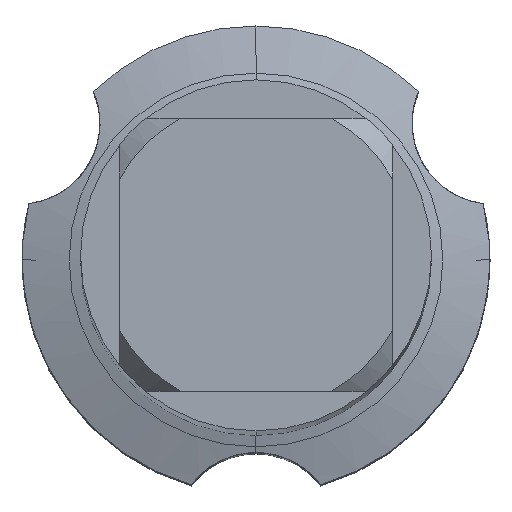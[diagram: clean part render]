
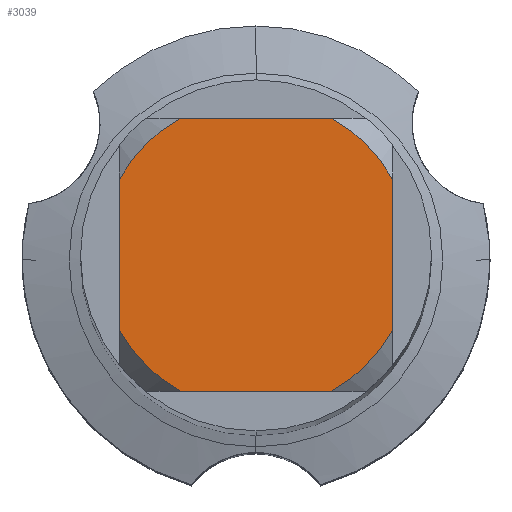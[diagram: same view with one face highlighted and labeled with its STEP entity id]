
A CAD part, top view. The second image highlights one B-rep face of the part: STEP entity #3039.
In plain terms, the highlighted planar face has unit normal (0, 0, 1).
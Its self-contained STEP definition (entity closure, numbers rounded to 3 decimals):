
#2247=VERTEX_POINT('',#6683);
#2383=EDGE_CURVE('',#2247,#2421,#6828,.T.);
#2421=VERTEX_POINT('',#6867);
#2703=EDGE_CURVE('',#4725,#2421,#7181,.T.);
#2827=VERTEX_POINT('',#7315);
#2829=VERTEX_POINT('',#7317);
#3003=VERTEX_POINT('',#7502);
#3039=ADVANCED_FACE('',(#7544),#7545,.T.);
#3135=VERTEX_POINT('',#7646);
#3405=EDGE_CURVE('',#3003,#2827,#7942,.T.);
#4529=EDGE_CURVE('',#4725,#3135,#9170,.T.);
#4725=VERTEX_POINT('',#9380);
#5127=VERTEX_POINT('',#9821);
#5279=EDGE_CURVE('',#5127,#2827,#9990,.T.);
#5895=EDGE_CURVE('',#5127,#3135,#10666,.T.);
#5947=EDGE_CURVE('',#3003,#2829,#10723,.T.);
#6161=EDGE_CURVE('',#2247,#2829,#10957,.T.);
#6683=CARTESIAN_POINT('',(-3.5,1.936,0.0));
#6828=LINE('',#11766,#11767);
#6867=CARTESIAN_POINT('',(-3.5,-1.936,0.0));
#7181=CIRCLE('',#12358,4.0);
#7315=CARTESIAN_POINT('',(3.5,1.936,0.0));
#7317=CARTESIAN_POINT('',(-1.936,3.5,0.0));
#7502=CARTESIAN_POINT('',(1.936,3.5,0.0));
#7544=FACE_OUTER_BOUND('',#12937,.T.);
#7545=PLANE('',#12938);
#7646=CARTESIAN_POINT('',(1.936,-3.5,0.0));
#7942=CIRCLE('',#13634,4.0);
#9170=LINE('',#15690,#15691);
#9380=CARTESIAN_POINT('',(-1.936,-3.5,0.0));
#9821=CARTESIAN_POINT('',(3.5,-1.936,0.0));
#9990=LINE('',#17181,#17182);
#10666=CIRCLE('',#18323,4.0);
#10723=LINE('',#18403,#18404);
#10957=CIRCLE('',#18813,4.0);
#11766=CARTESIAN_POINT('',(-3.5,1.0,0.0));
#11767=VECTOR('',#19881,1.0);
#12358=AXIS2_PLACEMENT_3D('',#20289,#20290,#20291);
#12937=EDGE_LOOP('',(#20650,#20651,#20652,#20653,#20654,#20655,#20656,#20657));
#12938=AXIS2_PLACEMENT_3D('',#20658,#20659,#20660);
#13634=AXIS2_PLACEMENT_3D('',#21090,#21091,#21092);
#15690=CARTESIAN_POINT('',(0.0,-3.5,0.0));
#15691=VECTOR('',#22533,1.0);
#17181=CARTESIAN_POINT('',(3.5,1.0,0.0));
#17182=VECTOR('',#23402,1.0);
#18323=AXIS2_PLACEMENT_3D('',#24141,#24142,#24143);
#18403=CARTESIAN_POINT('',(0.0,3.5,0.0));
#18404=VECTOR('',#24214,1.0);
#18813=AXIS2_PLACEMENT_3D('',#24735,#24736,#24737);
#19881=DIRECTION('',(-0.0,-1.0,0.0));
#20289=CARTESIAN_POINT('',(0.0,0.0,0.0));
#20290=DIRECTION('',(0.0,0.0,-1.0));
#20291=DIRECTION('',(0.0,1.0,0.0));
#20650=ORIENTED_EDGE('',*,*,#2383,.T.);
#20651=ORIENTED_EDGE('',*,*,#2703,.F.);
#20652=ORIENTED_EDGE('',*,*,#4529,.T.);
#20653=ORIENTED_EDGE('',*,*,#5895,.F.);
#20654=ORIENTED_EDGE('',*,*,#5279,.T.);
#20655=ORIENTED_EDGE('',*,*,#3405,.F.);
#20656=ORIENTED_EDGE('',*,*,#5947,.T.);
#20657=ORIENTED_EDGE('',*,*,#6161,.F.);
#20658=CARTESIAN_POINT('',(0.0,2.0,0.0));
#20659=DIRECTION('',(-0.0,0.0,1.0));
#20660=DIRECTION('',(0.0,-1.0,0.0));
#21090=CARTESIAN_POINT('',(0.0,0.0,0.0));
#21091=DIRECTION('',(0.0,0.0,-1.0));
#21092=DIRECTION('',(0.0,1.0,0.0));
#22533=DIRECTION('',(1.0,0.0,0.0));
#23402=DIRECTION('',(-0.0,1.0,0.0));
#24141=CARTESIAN_POINT('',(0.0,0.0,0.0));
#24142=DIRECTION('',(0.0,0.0,-1.0));
#24143=DIRECTION('',(0.0,1.0,0.0));
#24214=DIRECTION('',(-1.0,0.0,0.0));
#24735=CARTESIAN_POINT('',(0.0,0.0,0.0));
#24736=DIRECTION('',(0.0,0.0,-1.0));
#24737=DIRECTION('',(0.0,1.0,0.0));
